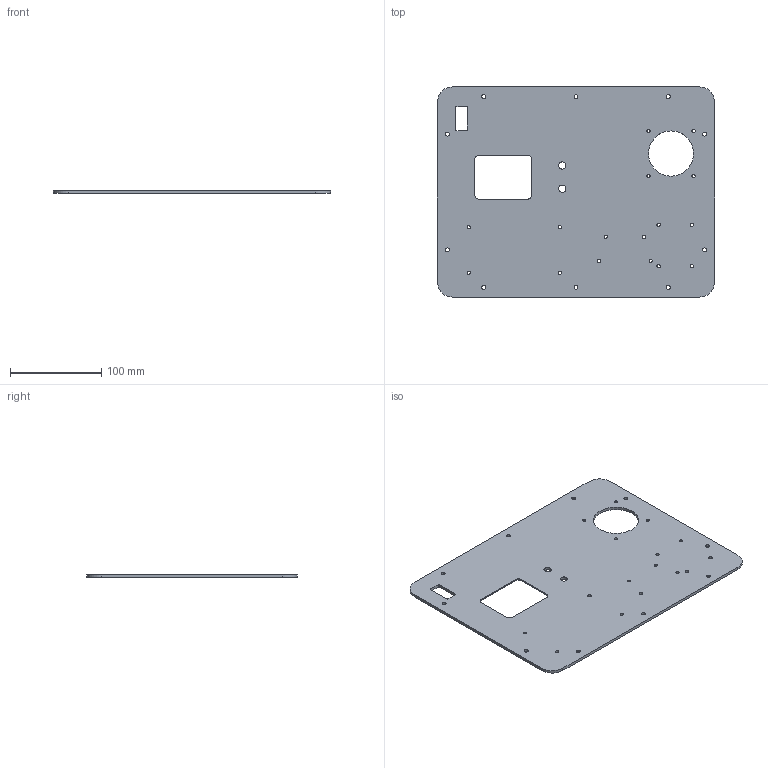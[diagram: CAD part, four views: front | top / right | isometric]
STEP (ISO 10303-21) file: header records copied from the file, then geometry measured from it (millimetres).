
FILE_DESCRIPTION (( 'STEP AP203' ), '1' );
FILE_NAME ('FC-001_Cover Plate_Peli 1400.STEP', '2022-07-12T14:49:03', ( '' ), ( '' ), 'SwSTEP 2.0', 'SolidWorks 2020', '' );
FILE_SCHEMA (( 'CONFIG_CONTROL_DESIGN' ));
Length unit declared in the file: inch
Products named in the file (1): FC-001_Cover Plate_Peli 1400
Bounding box: 303.93 x 230.53 x 3.17 mm (x, y, z)
Volume: 203107.7 mm3; surface area: 133818.4 mm2
Topology: 1 solids, 1 shells, 144 faces, 366 edges, 224 vertices
Faces by surface type: cylinder 70, cone 56, plane 18
Entity records: 4569 total; most frequent: DIRECTION 852, CARTESIAN_POINT 735, ORIENTED_EDGE 732, EDGE_CURVE 366, AXIS2_PLACEMENT_3D 341, VERTEX_POINT 224, EDGE_LOOP 206, CIRCLE 196
